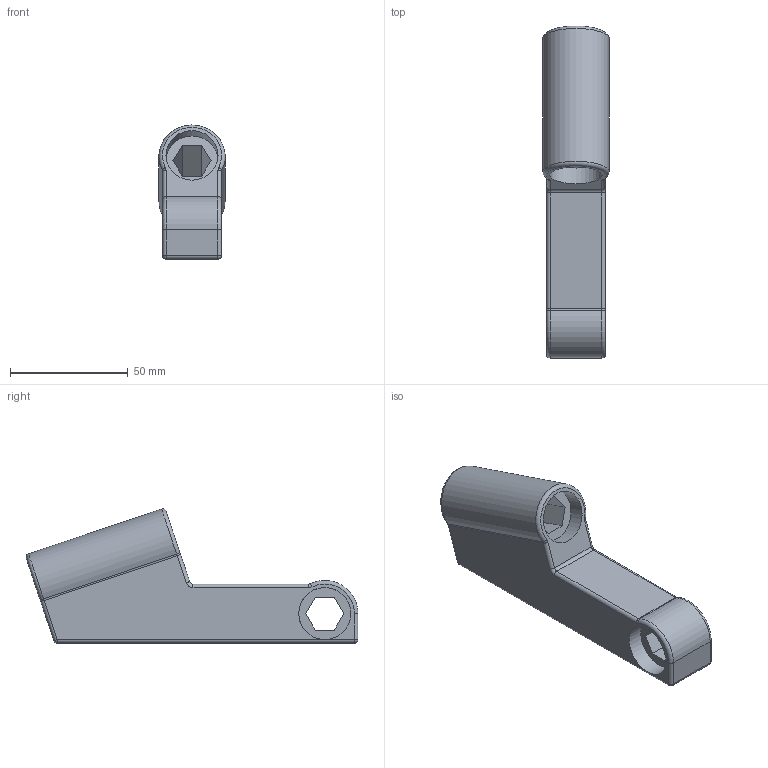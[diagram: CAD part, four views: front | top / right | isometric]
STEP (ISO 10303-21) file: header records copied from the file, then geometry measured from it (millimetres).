
FILE_DESCRIPTION((''),'2;1');
FILE_NAME('SHOULDER.ipt.step','2013-12-09T00:40:13',('employee'),(''),'Autodesk Inventor 2013','Autodesk Inventor 2013','');
FILE_SCHEMA(('AUTOMOTIVE_DESIGN { 1 0 10303 214 1 1 1 1 }'));
Products named in the file (2): SHOULDER PRINT ORIENTATION; SHOULDER
Assembly tree (1 placements, depth 2):
  SHOULDER PRINT ORIENTATION
    SHOULDER
Bounding box: 28.06 x 140.7 x 56.87 mm (x, y, z)
Volume: 96517.6 mm3; surface area: 21591.5 mm2
Topology: 1 solids, 1 shells, 61 faces, 142 edges, 85 vertices
Faces by surface type: plane 23, cylinder 22, torus 12, sphere 4
Full cylindrical faces by diameter (mm): 22.1 x4
Entity records: 1749 total; most frequent: DIRECTION 323, CARTESIAN_POINT 293, ORIENTED_EDGE 270, EDGE_CURVE 135, AXIS2_PLACEMENT_3D 126, VERTEX_POINT 82, EDGE_LOOP 71, VECTOR 71
